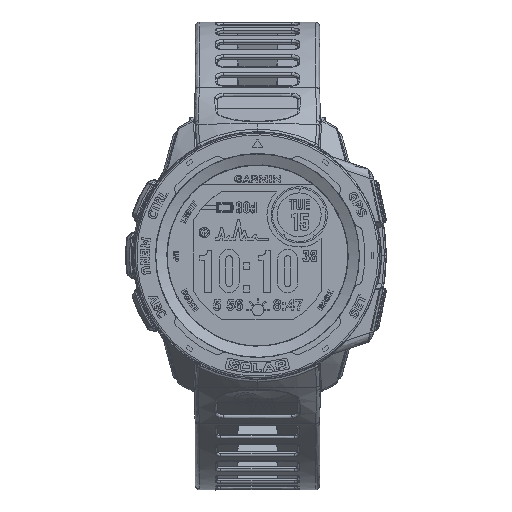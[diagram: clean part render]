
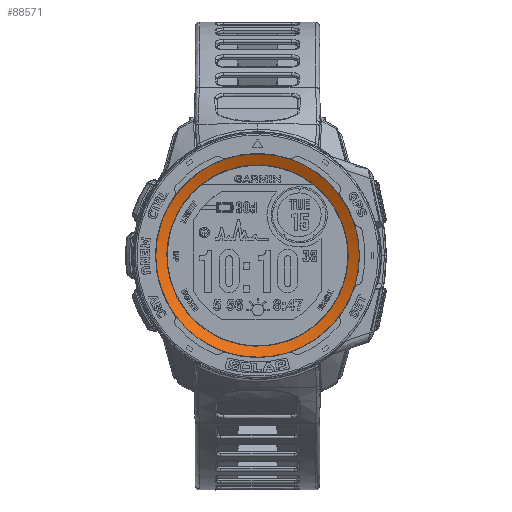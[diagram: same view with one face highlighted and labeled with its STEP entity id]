
A CAD part, top view. The second image highlights one B-rep face of the part: STEP entity #88571.
In plain terms, the highlighted free-form (B-spline) face has degree [1, 2] with [2, 9] control points.
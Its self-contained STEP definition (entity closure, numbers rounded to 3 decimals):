
#88512 = EDGE_CURVE('',#88513,#88513,#88515,.T.);
#88513 = VERTEX_POINT('',#88514);
#88514 = CARTESIAN_POINT('',(-17.497,0.898,
    39.646));
#88515 = ( BOUNDED_CURVE() B_SPLINE_CURVE(2,(#88516,#88517,#88518,#88519
    ,#88520,#88521,#88522,#88523,#88524),.UNSPECIFIED.,.T.,.F.) 
B_SPLINE_CURVE_WITH_KNOTS((3,2,2,2,3),(-3.142,-1.571,0.
,1.571,3.142),.UNSPECIFIED.) CURVE() 
GEOMETRIC_REPRESENTATION_ITEM() RATIONAL_B_SPLINE_CURVE((1.,
    0.707,1.,0.707,1.,0.707,1.,0.707
,1.)) REPRESENTATION_ITEM('') );
#88516 = CARTESIAN_POINT('',(-17.497,0.898,
    39.646));
#88517 = CARTESIAN_POINT('',(-17.497,18.395,
    39.646));
#88518 = CARTESIAN_POINT('',(0.,18.395,39.646));
#88519 = CARTESIAN_POINT('',(17.497,18.395,
    39.646));
#88520 = CARTESIAN_POINT('',(17.497,0.898,
    39.646));
#88521 = CARTESIAN_POINT('',(17.497,-16.599,
    39.646));
#88522 = CARTESIAN_POINT('',(0.,-16.599,
    39.646));
#88523 = CARTESIAN_POINT('',(-17.497,-16.599,
    39.646));
#88524 = CARTESIAN_POINT('',(-17.497,0.898,
    39.646));
#88571 = ADVANCED_FACE('',(#88572),#88601,.T.);
#88572 = FACE_BOUND('',#88573,.T.);
#88573 = EDGE_LOOP('',(#88574,#88575,#88582,#88592,#88600));
#88574 = ORIENTED_EDGE('',*,*,#88512,.F.);
#88575 = ORIENTED_EDGE('',*,*,#88576,.T.);
#88576 = EDGE_CURVE('',#88513,#88577,#88579,.T.);
#88577 = VERTEX_POINT('',#88578);
#88578 = CARTESIAN_POINT('',(-15.598,0.898,
    38.697));
#88579 = B_SPLINE_CURVE_WITH_KNOTS('',1,(#88580,#88581),.UNSPECIFIED.,
  .F.,.F.,(2,2),(-0.065,0.063),
  .PIECEWISE_BEZIER_KNOTS.);
#88580 = CARTESIAN_POINT('',(-17.497,0.898,
    39.646));
#88581 = CARTESIAN_POINT('',(-15.598,0.898,
    38.697));
#88582 = ORIENTED_EDGE('',*,*,#88583,.F.);
#88583 = EDGE_CURVE('',#88584,#88577,#88586,.T.);
#88584 = VERTEX_POINT('',#88585);
#88585 = CARTESIAN_POINT('',(15.598,0.898,
    38.697));
#88586 = ( BOUNDED_CURVE() B_SPLINE_CURVE(2,(#88587,#88588,#88589,#88590
,#88591),.UNSPECIFIED.,.F.,.F.) B_SPLINE_CURVE_WITH_KNOTS((3,2,3),(
    0.,1.571,3.142),.UNSPECIFIED.) 
CURVE() GEOMETRIC_REPRESENTATION_ITEM() RATIONAL_B_SPLINE_CURVE((1.,
0.707,1.,0.707,1.)) REPRESENTATION_ITEM('') );
#88587 = CARTESIAN_POINT('',(15.598,0.898,
    38.697));
#88588 = CARTESIAN_POINT('',(15.598,16.496,
    38.697));
#88589 = CARTESIAN_POINT('',(0.,16.496,
    38.697));
#88590 = CARTESIAN_POINT('',(-15.598,16.496,
    38.697));
#88591 = CARTESIAN_POINT('',(-15.598,0.898,
    38.697));
#88592 = ORIENTED_EDGE('',*,*,#88593,.F.);
#88593 = EDGE_CURVE('',#88577,#88584,#88594,.T.);
#88594 = ( BOUNDED_CURVE() B_SPLINE_CURVE(2,(#88595,#88596,#88597,#88598
,#88599),.UNSPECIFIED.,.F.,.F.) B_SPLINE_CURVE_WITH_KNOTS((3,2,3),(
    -3.142,-1.571,0.),.UNSPECIFIED.) 
CURVE() GEOMETRIC_REPRESENTATION_ITEM() RATIONAL_B_SPLINE_CURVE((1.,
0.707,1.,0.707,1.)) REPRESENTATION_ITEM('') );
#88595 = CARTESIAN_POINT('',(-15.598,0.898,
    38.697));
#88596 = CARTESIAN_POINT('',(-15.598,-14.7,
    38.697));
#88597 = CARTESIAN_POINT('',(0.,-14.7,
    38.697));
#88598 = CARTESIAN_POINT('',(15.598,-14.7,
    38.697));
#88599 = CARTESIAN_POINT('',(15.598,0.898,
    38.697));
#88600 = ORIENTED_EDGE('',*,*,#88576,.F.);
#88601 = ( BOUNDED_SURFACE() B_SPLINE_SURFACE(1,2,(
    (#88602,#88603,#88604,#88605,#88606,#88607,#88608,#88609,#88610)
    ,(#88611,#88612,#88613,#88614,#88615,#88616,#88617,#88618,#88619
)),.UNSPECIFIED.,.F.,.T.,.F.) B_SPLINE_SURFACE_WITH_KNOTS((2,2),(1,2,2,2
    ,2,2,1),(-0.063,0.065),(-4.712,
    -3.142,-1.571,0.,1.571,3.142,
4.712),.UNSPECIFIED.) GEOMETRIC_REPRESENTATION_ITEM() 
RATIONAL_B_SPLINE_SURFACE((
    (1.,0.707,1.,0.707,1.,0.707,1.
      ,0.707,1.)
    ,(1.,0.707,1.,0.707,1.,0.707,1.
,0.707,1.))) REPRESENTATION_ITEM('') SURFACE() );
#88602 = CARTESIAN_POINT('',(-15.598,0.898,
    38.697));
#88603 = CARTESIAN_POINT('',(-15.598,-14.7,
    38.697));
#88604 = CARTESIAN_POINT('',(0.,-14.7,38.697));
#88605 = CARTESIAN_POINT('',(15.598,-14.7,
    38.697));
#88606 = CARTESIAN_POINT('',(15.598,0.898,
    38.697));
#88607 = CARTESIAN_POINT('',(15.598,16.496,
    38.697));
#88608 = CARTESIAN_POINT('',(0.,16.496,38.697));
#88609 = CARTESIAN_POINT('',(-15.598,16.496,
    38.697));
#88610 = CARTESIAN_POINT('',(-15.598,0.898,
    38.697));
#88611 = CARTESIAN_POINT('',(-17.497,0.898,
    39.646));
#88612 = CARTESIAN_POINT('',(-17.497,-16.599,
    39.646));
#88613 = CARTESIAN_POINT('',(0.,-16.599,39.646));
#88614 = CARTESIAN_POINT('',(17.497,-16.599,
    39.646));
#88615 = CARTESIAN_POINT('',(17.497,0.898,
    39.646));
#88616 = CARTESIAN_POINT('',(17.497,18.395,
    39.646));
#88617 = CARTESIAN_POINT('',(0.,18.395,39.646));
#88618 = CARTESIAN_POINT('',(-17.497,18.395,
    39.646));
#88619 = CARTESIAN_POINT('',(-17.497,0.898,
    39.646));
